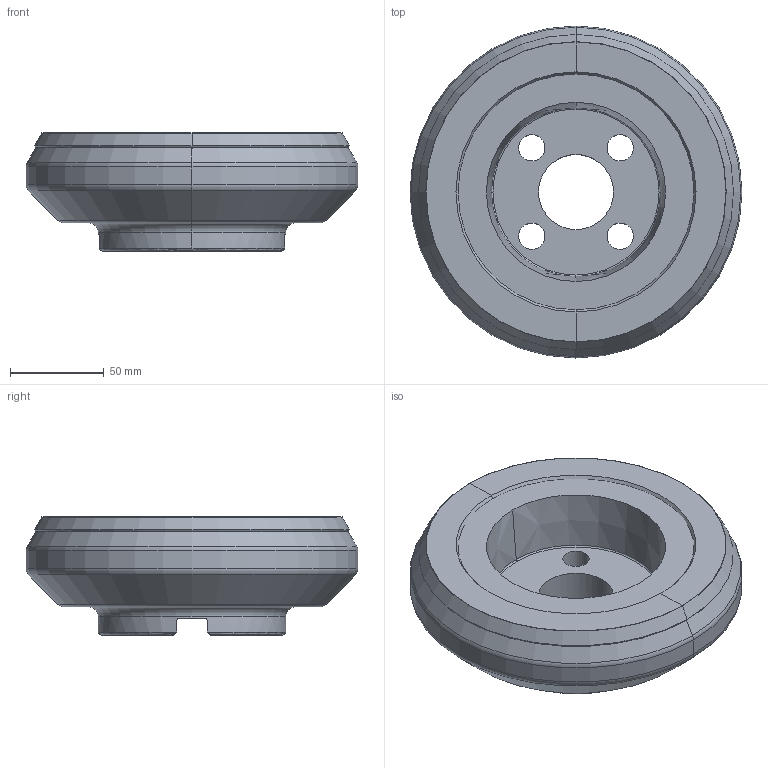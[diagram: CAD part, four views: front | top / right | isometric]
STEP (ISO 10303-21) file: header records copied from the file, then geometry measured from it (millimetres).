
FILE_DESCRIPTION((''),'2;1');
FILE_NAME('6MDK160R01_ASM','2009-07-03T',('Lehmann'),(''),'PRO/ENGINEER BY PARAMETRIC TECHNOLOGY CORPORATION, 2007460','PRO/ENGINEER BY PARAMETRIC TECHNOLOGY CORPORATION, 2007460','');
FILE_SCHEMA(('CONFIG_CONTROL_DESIGN'));
Length unit declared in the file: millimetre
Products named in the file (3): 6MDK160R01_HSG; SCHNEIDE; 6MDK160R01_ASM
Assembly tree (2 placements, depth 2):
  6MDK160R01_ASM
    6MDK160R01_HSG
    SCHNEIDE
Bounding box: 177 x 177 x 62.99 mm (x, y, z)
Volume: 924588.6 mm3; surface area: 108458.2 mm2
Topology: 2 solids, 2 shells, 80 faces, 182 edges, 106 vertices
Faces by surface type: revolution 24, cylinder 18, plane 16, torus 14, cone 8
Entity records: 3721 total; most frequent: CARTESIAN_POINT 1807, DIRECTION 386, ORIENTED_EDGE 364, EDGE_CURVE 182, AXIS2_PLACEMENT_3D 159, VERTEX_POINT 106, CIRCLE 98, EDGE_LOOP 92
